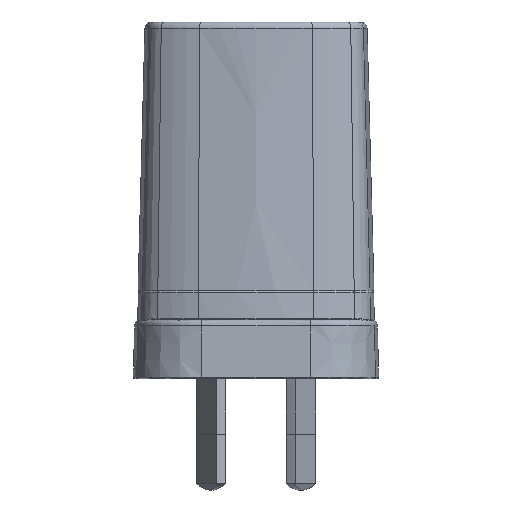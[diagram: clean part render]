
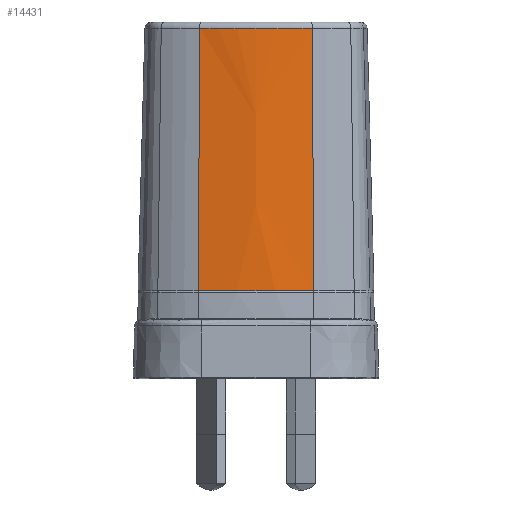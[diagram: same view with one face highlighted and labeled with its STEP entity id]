
A CAD part, front view. The second image highlights one B-rep face of the part: STEP entity #14431.
In plain terms, the highlighted conical face has half-angle 1.5 degrees and reference radius 44.476 mm.
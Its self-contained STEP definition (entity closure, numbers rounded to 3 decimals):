
#11074=CARTESIAN_POINT('',(0.,33.75,46.426));
#11075=DIRECTION('',(0.,0.,-1.));
#11076=DIRECTION('',(0.196,-0.981,0.));
#11077=AXIS2_PLACEMENT_3D('',#11074,#11075,#11076);
#11079=CARTESIAN_POINT('',(0.,33.75,46.426));
#11080=DIRECTION('',(0.,0.,-1.));
#11081=DIRECTION('',(0.,-1.,0.));
#11082=AXIS2_PLACEMENT_3D('',#11079,#11080,#11081);
#11089=DIRECTION('',(0.005,0.026,1.));
#11090=VECTOR('',#11089,40.04);
#11091=CARTESIAN_POINT('',(-8.8,-10.381,6.4));
#11092=LINE('',#11091,#11090);
#11128=CARTESIAN_POINT('',(0.,33.75,6.4));
#11129=DIRECTION('',(0.,0.,1.));
#11130=DIRECTION('',(-0.196,-0.981,0.));
#11131=AXIS2_PLACEMENT_3D('',#11128,#11129,#11130);
#11353=DIRECTION('',(-0.005,0.026,1.));
#11354=VECTOR('',#11353,40.04);
#11355=CARTESIAN_POINT('',(8.8,-10.381,6.4));
#11356=LINE('',#11355,#11354);
#13752=CARTESIAN_POINT('',(8.595,-9.353,
46.426));
#13753=CARTESIAN_POINT('',(0.,-10.202,46.426));
#13754=VERTEX_POINT('',#13752);
#13755=VERTEX_POINT('',#13753);
#13756=CARTESIAN_POINT('',(-8.595,-9.353,
46.426));
#13757=VERTEX_POINT('',#13756);
#13758=CARTESIAN_POINT('',(-8.8,-10.381,6.4));
#13759=CARTESIAN_POINT('',(8.8,-10.381,6.4));
#13760=VERTEX_POINT('',#13758);
#13761=VERTEX_POINT('',#13759);
#14416=CARTESIAN_POINT('',(0.,33.75,26.413));
#14417=DIRECTION('',(0.,0.,-1.));
#14418=DIRECTION('',(-1.,0.,0.));
#14419=AXIS2_PLACEMENT_3D('',#14416,#14417,#14418);
#14420=CONICAL_SURFACE('',#14419,44.476,1.5);
#14422=ORIENTED_EDGE('',*,*,#14421,.F.);
#14424=ORIENTED_EDGE('',*,*,#14423,.T.);
#14425=ORIENTED_EDGE('',*,*,#14405,.F.);
#14426=ORIENTED_EDGE('',*,*,#14403,.F.);
#14428=ORIENTED_EDGE('',*,*,#14427,.F.);
#14429=EDGE_LOOP('',(#14422,#14424,#14425,#14426,#14428));
#14430=FACE_OUTER_BOUND('',#14429,.F.);
#14431=ADVANCED_FACE('',(#14430),#14420,.T.);
#11078=CIRCLE('',#11077,43.952);
#11083=CIRCLE('',#11082,43.952);
#11132=CIRCLE('',#11131,45.);
#14403=EDGE_CURVE('',#13754,#13755,#11078,.T.);
#14405=EDGE_CURVE('',#13755,#13757,#11083,.T.);
#14421=EDGE_CURVE('',#13760,#13761,#11132,.T.);
#14423=EDGE_CURVE('',#13760,#13757,#11092,.T.);
#14427=EDGE_CURVE('',#13761,#13754,#11356,.T.);
